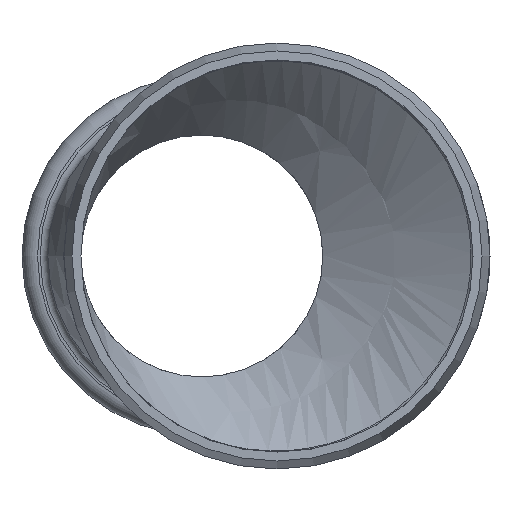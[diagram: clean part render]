
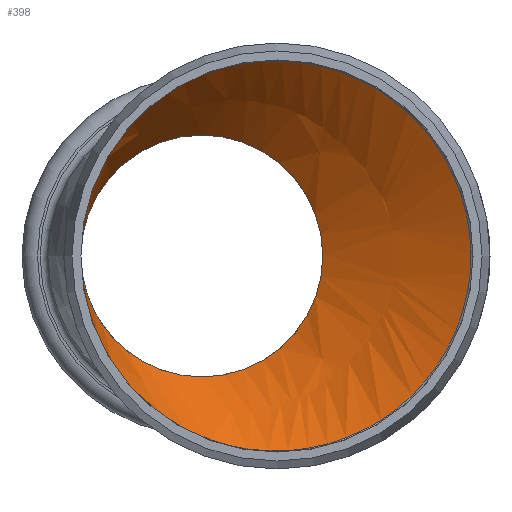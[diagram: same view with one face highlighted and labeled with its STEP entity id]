
A CAD part, front view. The second image highlights one B-rep face of the part: STEP entity #398.
In plain terms, the highlighted free-form (B-spline) face has degree [1, 2] with [2, 9] control points.
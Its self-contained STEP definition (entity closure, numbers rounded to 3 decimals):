
#18=(
BOUNDED_SURFACE()
B_SPLINE_SURFACE(1,2,((#982,#983,#984,#985,#986,#987,#988,#989,#990),(#991,
#992,#993,#994,#995,#996,#997,#998,#999)),.UNSPECIFIED.,.F.,.T.,.F.)
B_SPLINE_SURFACE_WITH_KNOTS((2,2),(3,2,2,2,3),(-0.567,1.02),
(-3.142,-1.571,0.,1.571,3.142),
 .UNSPECIFIED.)
GEOMETRIC_REPRESENTATION_ITEM()
RATIONAL_B_SPLINE_SURFACE(((1.,0.707,1.,0.707,1.,
0.707,1.,0.707,1.),(1.,0.707,1.,0.707,
1.,0.707,1.,0.707,1.)))
REPRESENTATION_ITEM('')
SURFACE()
);
#33=B_SPLINE_CURVE_WITH_KNOTS('',3,(#954,#955,#956,#957,#958,#959,#960,
#961,#962,#963,#964,#965,#966,#967,#968,#969,#970,#971,#972),
 .UNSPECIFIED.,.F.,.F.,(4,2,1,1,1,1,1,1,1,1,1,1,1,1,1,4),(-0.046,
0.,0.701,1.403,2.104,2.805,
3.74,4.676,5.611,6.312,7.013,
8.416,9.351,10.286,11.221,11.32),
 .UNSPECIFIED.);
#34=B_SPLINE_CURVE_WITH_KNOTS('',3,(#973,#974,#975,#976,#977,#978,#979,
#980,#981),.UNSPECIFIED.,.F.,.F.,(4,1,1,1,2,4),(11.32,11.923,
12.624,13.325,14.027,14.07),
 .UNSPECIFIED.);
#35=B_SPLINE_CURVE_WITH_KNOTS('',1,(#1001,#1002),.UNSPECIFIED.,.F.,.F.,
(2,2),(0.199,0.782),.UNSPECIFIED.);
#85=FACE_OUTER_BOUND('',#124,.T.);
#124=EDGE_LOOP('',(#310,#311,#312,#313,#314,#315));
#187=CIRCLE('',#437,14.25);
#188=CIRCLE('',#438,14.25);
#223=VERTEX_POINT('',#928);
#224=VERTEX_POINT('',#953);
#225=VERTEX_POINT('',#1000);
#226=VERTEX_POINT('',#1003);
#263=EDGE_CURVE('',#223,#224,#33,.T.);
#264=EDGE_CURVE('',#224,#223,#34,.T.);
#265=EDGE_CURVE('',#224,#225,#35,.T.);
#266=EDGE_CURVE('',#225,#226,#187,.T.);
#267=EDGE_CURVE('',#226,#225,#188,.T.);
#310=ORIENTED_EDGE('',*,*,#263,.F.);
#311=ORIENTED_EDGE('',*,*,#264,.F.);
#312=ORIENTED_EDGE('',*,*,#265,.T.);
#313=ORIENTED_EDGE('',*,*,#266,.T.);
#314=ORIENTED_EDGE('',*,*,#267,.T.);
#315=ORIENTED_EDGE('',*,*,#265,.F.);
#398=ADVANCED_FACE('',(#85),#18,.T.);
#437=AXIS2_PLACEMENT_3D('',#1004,#511,#512);
#438=AXIS2_PLACEMENT_3D('',#1005,#513,#514);
#511=DIRECTION('center_axis',(0.,1.,0.));
#512=DIRECTION('ref_axis',(-1.,0.,0.));
#513=DIRECTION('center_axis',(0.,1.,0.));
#514=DIRECTION('ref_axis',(-1.,0.,0.));
#928=CARTESIAN_POINT('',(-23.1,44.5,0.));
#953=CARTESIAN_POINT('',(-7.767,44.616,-21.685));
#954=CARTESIAN_POINT('Ctrl Pts',(-23.1,44.5,0.));
#955=CARTESIAN_POINT('Ctrl Pts',(-23.1,44.5,0.156));
#956=CARTESIAN_POINT('Ctrl Pts',(-23.098,44.5,0.313));
#957=CARTESIAN_POINT('Ctrl Pts',(-23.047,44.501,2.858));
#958=CARTESIAN_POINT('Ctrl Pts',(-22.199,44.508,7.64));
#959=CARTESIAN_POINT('Ctrl Pts',(-18.772,44.541,14.1));
#960=CARTESIAN_POINT('Ctrl Pts',(-13.517,44.585,19.161));
#961=CARTESIAN_POINT('Ctrl Pts',(-6.233,44.628,22.704));
#962=CARTESIAN_POINT('Ctrl Pts',(2.704,44.649,23.475));
#963=CARTESIAN_POINT('Ctrl Pts',(11.922,44.651,20.329));
#964=CARTESIAN_POINT('Ctrl Pts',(18.496,44.648,14.315));
#965=CARTESIAN_POINT('Ctrl Pts',(22.098,44.645,7.132));
#966=CARTESIAN_POINT('Ctrl Pts',(23.611,44.644,-2.361));
#967=CARTESIAN_POINT('Ctrl Pts',(20.326,44.647,-12.632));
#968=CARTESIAN_POINT('Ctrl Pts',(11.958,44.651,-20.306));
#969=CARTESIAN_POINT('Ctrl Pts',(2.753,44.649,-23.47));
#970=CARTESIAN_POINT('Ctrl Pts',(-4.09,44.633,-22.891));
#971=CARTESIAN_POINT('Ctrl Pts',(-7.45,44.618,-21.796));
#972=CARTESIAN_POINT('Ctrl Pts',(-7.767,44.616,-21.685));
#973=CARTESIAN_POINT('Ctrl Pts',(-7.767,44.616,-21.685));
#974=CARTESIAN_POINT('Ctrl Pts',(-9.713,44.607,-21.003));
#975=CARTESIAN_POINT('Ctrl Pts',(-13.725,44.583,-18.956));
#976=CARTESIAN_POINT('Ctrl Pts',(-18.742,44.541,-14.129));
#977=CARTESIAN_POINT('Ctrl Pts',(-22.188,44.509,-7.7));
#978=CARTESIAN_POINT('Ctrl Pts',(-23.052,44.5,-2.827));
#979=CARTESIAN_POINT('Ctrl Pts',(-23.099,44.5,-0.293));
#980=CARTESIAN_POINT('Ctrl Pts',(-23.1,44.5,-0.146));
#981=CARTESIAN_POINT('Ctrl Pts',(-23.1,44.5,0.));
#982=CARTESIAN_POINT('Ctrl Pts',(-0.103,31.341,-32.523));
#983=CARTESIAN_POINT('Ctrl Pts',(-23.1,18.064,-32.523));
#984=CARTESIAN_POINT('Ctrl Pts',(-23.1,18.064,0.));
#985=CARTESIAN_POINT('Ctrl Pts',(-23.1,18.064,32.523));
#986=CARTESIAN_POINT('Ctrl Pts',(-0.103,31.341,32.523));
#987=CARTESIAN_POINT('Ctrl Pts',(22.894,44.619,32.523));
#988=CARTESIAN_POINT('Ctrl Pts',(22.894,44.619,0.));
#989=CARTESIAN_POINT('Ctrl Pts',(22.894,44.619,-32.523));
#990=CARTESIAN_POINT('Ctrl Pts',(-0.103,31.341,-32.523));
#991=CARTESIAN_POINT('Ctrl Pts',(-15.975,58.833,-10.076));
#992=CARTESIAN_POINT('Ctrl Pts',(-23.1,54.719,-10.076));
#993=CARTESIAN_POINT('Ctrl Pts',(-23.1,54.719,0.));
#994=CARTESIAN_POINT('Ctrl Pts',(-23.1,54.719,10.076));
#995=CARTESIAN_POINT('Ctrl Pts',(-15.975,58.833,10.076));
#996=CARTESIAN_POINT('Ctrl Pts',(-8.85,62.946,10.076));
#997=CARTESIAN_POINT('Ctrl Pts',(-8.85,62.946,0.));
#998=CARTESIAN_POINT('Ctrl Pts',(-8.85,62.946,-10.076));
#999=CARTESIAN_POINT('Ctrl Pts',(-15.975,58.833,-10.076));
#1000=CARTESIAN_POINT('',(-13.6,54.719,-13.435));
#1001=CARTESIAN_POINT('Ctrl Pts',(-7.767,44.616,-21.684));
#1002=CARTESIAN_POINT('Ctrl Pts',(-13.6,54.719,-13.435));
#1003=CARTESIAN_POINT('',(-23.1,54.719,0.));
#1004=CARTESIAN_POINT('Origin',(-8.85,54.719,0.));
#1005=CARTESIAN_POINT('Origin',(-8.85,54.719,0.));
